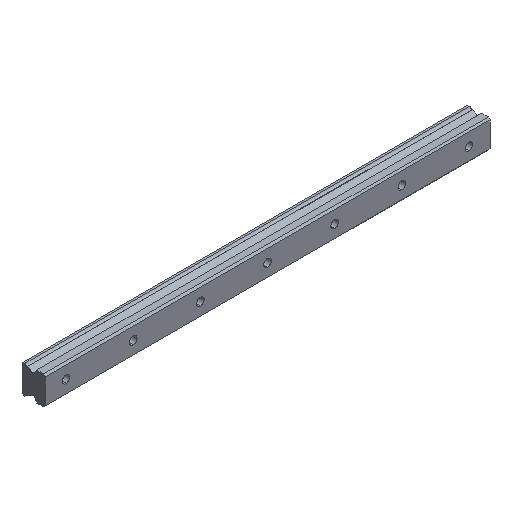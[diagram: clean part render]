
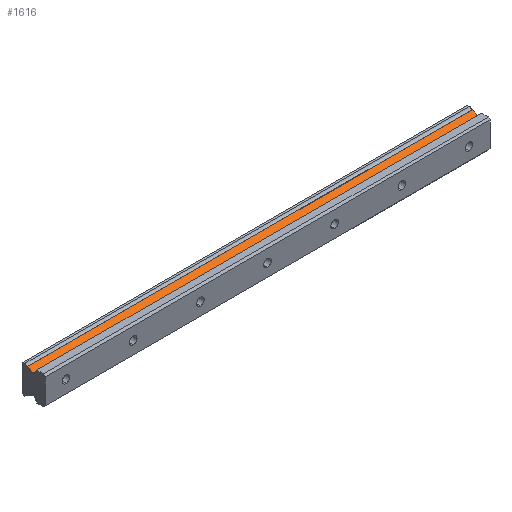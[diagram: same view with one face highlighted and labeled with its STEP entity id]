
A CAD part, isometric view. The second image highlights one B-rep face of the part: STEP entity #1616.
In plain terms, the highlighted planar face has unit normal (0, -0.499, 0.867).
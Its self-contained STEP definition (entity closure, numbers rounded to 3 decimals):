
#62 = DIRECTION ( 'NONE',  ( 0., 0.499, -0.867 ) ) ;
#70 = VERTEX_POINT ( 'NONE', #1072 ) ;
#180 = EDGE_CURVE ( 'NONE', #70, #1317, #808, .T. ) ;
#215 = LINE ( 'NONE', #816, #1281 ) ;
#291 = ORIENTED_EDGE ( 'NONE', *, *, #1747, .F. ) ;
#383 = VECTOR ( 'NONE', #1079, 1000. ) ;
#402 = CARTESIAN_POINT ( 'NONE',  ( 505., 21.02, 15.006 ) ) ;
#489 = EDGE_CURVE ( 'NONE', #518, #1317, #617, .T. ) ;
#518 = VERTEX_POINT ( 'NONE', #904 ) ;
#526 = DIRECTION ( 'NONE',  ( -1., 0., 0. ) ) ;
#538 = PLANE ( 'NONE',  #1822 ) ;
#617 = LINE ( 'NONE', #776, #839 ) ;
#694 = FACE_OUTER_BOUND ( 'NONE', #1487, .T. ) ;
#776 = CARTESIAN_POINT ( 'NONE',  ( -25., 21.02, 15.006 ) ) ;
#784 = DIRECTION ( 'NONE',  ( 0., -0.867, -0.499 ) ) ;
#808 = LINE ( 'NONE', #1305, #1211 ) ;
#816 = CARTESIAN_POINT ( 'NONE',  ( 505., 21.02, 15.006 ) ) ;
#839 = VECTOR ( 'NONE', #784, 1000. ) ;
#904 = CARTESIAN_POINT ( 'NONE',  ( -25., 21.02, 15.006 ) ) ;
#953 = DIRECTION ( 'NONE',  ( 1., 0., 0. ) ) ;
#1072 = CARTESIAN_POINT ( 'NONE',  ( 505., 14.475, 11.24 ) ) ;
#1079 = DIRECTION ( 'NONE',  ( 0., -0.867, -0.499 ) ) ;
#1103 = ORIENTED_EDGE ( 'NONE', *, *, #180, .F. ) ;
#1104 = EDGE_CURVE ( 'NONE', #518, #1153, #215, .T. ) ;
#1142 = DIRECTION ( 'NONE',  ( 0., 0.867, 0.499 ) ) ;
#1148 = ORIENTED_EDGE ( 'NONE', *, *, #1104, .F. ) ;
#1153 = VERTEX_POINT ( 'NONE', #402 ) ;
#1174 = ORIENTED_EDGE ( 'NONE', *, *, #489, .T. ) ;
#1211 = VECTOR ( 'NONE', #526, 1000. ) ;
#1221 = CARTESIAN_POINT ( 'NONE',  ( -25., 14.475, 11.24 ) ) ;
#1281 = VECTOR ( 'NONE', #953, 1000. ) ;
#1305 = CARTESIAN_POINT ( 'NONE',  ( 505., 14.475, 11.24 ) ) ;
#1308 = CARTESIAN_POINT ( 'NONE',  ( 505., 21.02, 15.006 ) ) ;
#1317 = VERTEX_POINT ( 'NONE', #1221 ) ;
#1399 = CARTESIAN_POINT ( 'NONE',  ( 505., 21.02, 15.006 ) ) ;
#1487 = EDGE_LOOP ( 'NONE', ( #1103, #291, #1148, #1174 ) ) ;
#1616 = ADVANCED_FACE ( 'NONE', ( #694 ), #538, .F. ) ;
#1683 = LINE ( 'NONE', #1399, #383 ) ;
#1747 = EDGE_CURVE ( 'NONE', #1153, #70, #1683, .T. ) ;
#1822 = AXIS2_PLACEMENT_3D ( 'NONE', #1308, #62, #1142 ) ;
